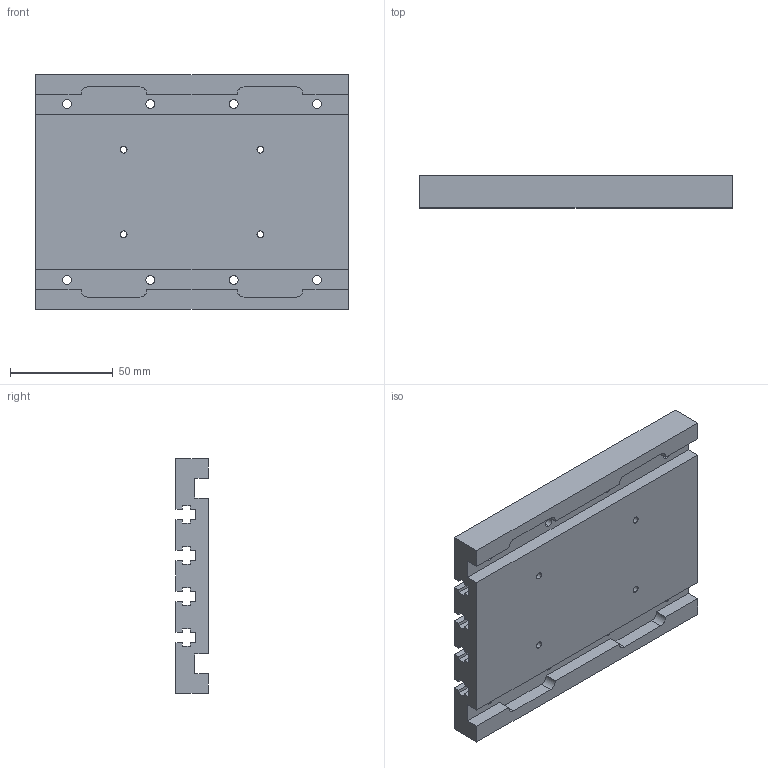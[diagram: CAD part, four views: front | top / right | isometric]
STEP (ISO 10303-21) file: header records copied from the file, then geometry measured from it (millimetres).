
FILE_DESCRIPTION (( 'STEP AP203' ), '1' );
FILE_NAME ('Y-Bed-V2_forweb_rev2.STEP', '2015-08-05T20:43:20', ( '' ), ( '' ), 'SwSTEP 2.0', 'SolidWorks 2015', '' );
FILE_SCHEMA (( 'CONFIG_CONTROL_DESIGN' ));
Length unit declared in the file: millimetre
Products named in the file (1): Y-Bed-V2_forweb_rev2
Bounding box: 152.4 x 15.62 x 114.3 mm (x, y, z)
Volume: 209190.5 mm3; surface area: 64092.2 mm2
Topology: 1 solids, 1 shells, 166 faces, 434 edges, 279 vertices
Faces by surface type: plane 82, cylinder 62, cone 22
Entity records: 5185 total; most frequent: DIRECTION 902, CARTESIAN_POINT 874, ORIENTED_EDGE 856, EDGE_CURVE 428, AXIS2_PLACEMENT_3D 307, LINE 288, VECTOR 288, VERTEX_POINT 279
